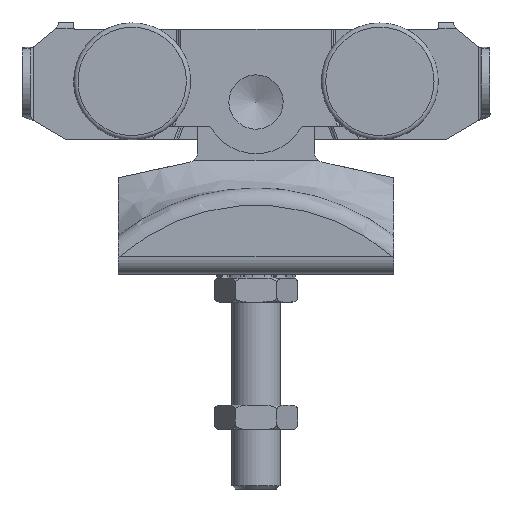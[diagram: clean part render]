
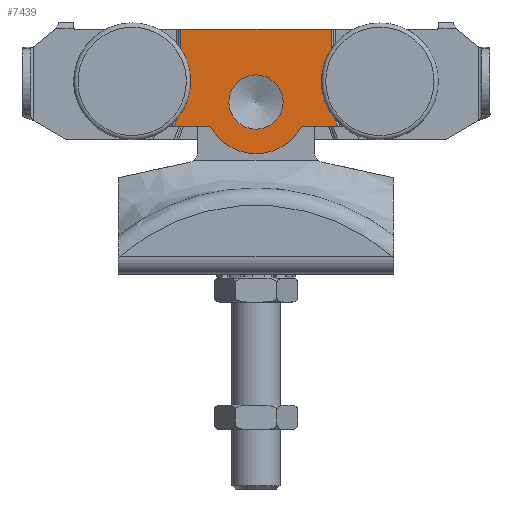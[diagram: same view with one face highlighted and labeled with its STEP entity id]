
A CAD part, left-side view. The second image highlights one B-rep face of the part: STEP entity #7439.
In plain terms, the highlighted planar face has unit normal (-1, 0, 0).
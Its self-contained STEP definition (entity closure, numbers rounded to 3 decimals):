
#632=LINE('',#13175,#1266);
#633=LINE('',#13177,#1267);
#634=LINE('',#13181,#1268);
#635=LINE('',#13183,#1269);
#636=LINE('',#13191,#1270);
#637=LINE('',#13193,#1271);
#638=LINE('',#13196,#1272);
#1266=VECTOR('',#9800,10.);
#1267=VECTOR('',#9801,10.);
#1268=VECTOR('',#9804,10.);
#1269=VECTOR('',#9805,10.);
#1270=VECTOR('',#9812,10.);
#1271=VECTOR('',#9813,10.);
#1272=VECTOR('',#9816,10.);
#1679=FACE_BOUND('',#2404,.T.);
#1946=FACE_OUTER_BOUND('',#2403,.T.);
#2403=EDGE_LOOP('',(#6153,#6154,#6155,#6156,#6157,#6158,#6159,#6160,#6161,
#6162,#6163,#6164));
#2404=EDGE_LOOP('',(#6165));
#2765=CIRCLE('',#8031,7.9);
#2805=CIRCLE('',#8116,1.2);
#2806=CIRCLE('',#8117,2.);
#2807=CIRCLE('',#8118,15.);
#2808=CIRCLE('',#8119,2.);
#2809=CIRCLE('',#8120,1.2);
#3294=VERTEX_POINT('',#12460);
#3432=VERTEX_POINT('',#13173);
#3433=VERTEX_POINT('',#13174);
#3434=VERTEX_POINT('',#13176);
#3435=VERTEX_POINT('',#13178);
#3436=VERTEX_POINT('',#13180);
#3437=VERTEX_POINT('',#13182);
#3438=VERTEX_POINT('',#13184);
#3439=VERTEX_POINT('',#13186);
#3440=VERTEX_POINT('',#13188);
#3441=VERTEX_POINT('',#13190);
#3442=VERTEX_POINT('',#13192);
#3443=VERTEX_POINT('',#13194);
#4200=EDGE_CURVE('',#3294,#3294,#2765,.T.);
#4376=EDGE_CURVE('',#3432,#3433,#632,.T.);
#4377=EDGE_CURVE('',#3434,#3433,#633,.T.);
#4378=EDGE_CURVE('',#3435,#3434,#2805,.T.);
#4379=EDGE_CURVE('',#3436,#3435,#634,.T.);
#4380=EDGE_CURVE('',#3437,#3436,#635,.T.);
#4381=EDGE_CURVE('',#3438,#3437,#2806,.T.);
#4382=EDGE_CURVE('',#3439,#3438,#2807,.T.);
#4383=EDGE_CURVE('',#3439,#3440,#2808,.T.);
#4384=EDGE_CURVE('',#3440,#3441,#636,.T.);
#4385=EDGE_CURVE('',#3441,#3442,#637,.T.);
#4386=EDGE_CURVE('',#3442,#3443,#2809,.T.);
#4387=EDGE_CURVE('',#3443,#3432,#638,.T.);
#6153=ORIENTED_EDGE('',*,*,#4376,.T.);
#6154=ORIENTED_EDGE('',*,*,#4377,.F.);
#6155=ORIENTED_EDGE('',*,*,#4378,.F.);
#6156=ORIENTED_EDGE('',*,*,#4379,.F.);
#6157=ORIENTED_EDGE('',*,*,#4380,.F.);
#6158=ORIENTED_EDGE('',*,*,#4381,.F.);
#6159=ORIENTED_EDGE('',*,*,#4382,.F.);
#6160=ORIENTED_EDGE('',*,*,#4383,.T.);
#6161=ORIENTED_EDGE('',*,*,#4384,.T.);
#6162=ORIENTED_EDGE('',*,*,#4385,.T.);
#6163=ORIENTED_EDGE('',*,*,#4386,.T.);
#6164=ORIENTED_EDGE('',*,*,#4387,.T.);
#6165=ORIENTED_EDGE('',*,*,#4200,.T.);
#7123=PLANE('',#8115);
#7439=ADVANCED_FACE('',(#1946,#1679),#7123,.T.);
#8031=AXIS2_PLACEMENT_3D('',#12461,#9520,#9521);
#8115=AXIS2_PLACEMENT_3D('',#13172,#9798,#9799);
#8116=AXIS2_PLACEMENT_3D('',#13179,#9802,#9803);
#8117=AXIS2_PLACEMENT_3D('',#13185,#9806,#9807);
#8118=AXIS2_PLACEMENT_3D('',#13187,#9808,#9809);
#8119=AXIS2_PLACEMENT_3D('',#13189,#9810,#9811);
#8120=AXIS2_PLACEMENT_3D('',#13195,#9814,#9815);
#9520=DIRECTION('center_axis',(1.,0.,0.));
#9521=DIRECTION('ref_axis',(0.,0.986,0.165));
#9798=DIRECTION('center_axis',(-1.,0.,0.));
#9799=DIRECTION('ref_axis',(0.,-1.,0.));
#9800=DIRECTION('',(0.,1.,0.));
#9801=DIRECTION('',(0.,0.,1.));
#9802=DIRECTION('center_axis',(-1.,0.,0.));
#9803=DIRECTION('ref_axis',(0.,-0.985,-0.174));
#9804=DIRECTION('',(0.,-0.342,0.94));
#9805=DIRECTION('',(0.,1.,0.));
#9806=DIRECTION('center_axis',(-1.,0.,0.));
#9807=DIRECTION('ref_axis',(0.,0.848,-0.529));
#9808=DIRECTION('center_axis',(1.,0.,0.));
#9809=DIRECTION('ref_axis',(0.,0.848,-0.529));
#9810=DIRECTION('center_axis',(1.,0.,0.));
#9811=DIRECTION('ref_axis',(0.,-0.848,-0.529));
#9812=DIRECTION('',(0.,-1.,0.));
#9813=DIRECTION('',(0.,0.342,0.94));
#9814=DIRECTION('center_axis',(1.,0.,0.));
#9815=DIRECTION('ref_axis',(0.,0.985,-0.174));
#9816=DIRECTION('',(0.,0.,1.));
#12460=CARTESIAN_POINT('',(-5.55,-7.792,-1.3));
#12461=CARTESIAN_POINT('Origin',(-5.55,0.,
0.));
#13172=CARTESIAN_POINT('Origin',(-5.55,10.866,4.137));
#13173=CARTESIAN_POINT('',(-5.55,-21.9,21.15));
#13174=CARTESIAN_POINT('',(-5.55,21.9,21.15));
#13175=CARTESIAN_POINT('',(-5.55,0.,21.15));
#13176=CARTESIAN_POINT('',(-5.55,21.9,-1.774));
#13177=CARTESIAN_POINT('',(-5.55,21.9,1.128));
#13178=CARTESIAN_POINT('',(-5.55,21.972,-2.185));
#13179=CARTESIAN_POINT('Origin',(-5.55,23.1,-1.774));
#13180=CARTESIAN_POINT('',(-5.55,23.725,-7.));
#13181=CARTESIAN_POINT('',(-5.55,21.221,-0.119));
#13182=CARTESIAN_POINT('',(-5.55,14.422,-7.));
#13183=CARTESIAN_POINT('',(-5.55,24.343,-7.));
#13184=CARTESIAN_POINT('',(-5.55,12.725,-7.941));
#13185=CARTESIAN_POINT('Origin',(-5.55,14.422,-9.));
#13186=CARTESIAN_POINT('',(-5.55,-12.725,-7.941));
#13187=CARTESIAN_POINT('Origin',(-5.55,0.,0.));
#13188=CARTESIAN_POINT('',(-5.55,-14.422,-7.));
#13189=CARTESIAN_POINT('Origin',(-5.55,-14.422,-9.));
#13190=CARTESIAN_POINT('',(-5.55,-23.725,-7.));
#13191=CARTESIAN_POINT('',(-5.55,-24.343,-7.));
#13192=CARTESIAN_POINT('',(-5.55,-21.972,-2.185));
#13193=CARTESIAN_POINT('',(-5.55,-21.221,-0.119));
#13194=CARTESIAN_POINT('',(-5.55,-21.9,-1.774));
#13195=CARTESIAN_POINT('Origin',(-5.55,-23.1,-1.774));
#13196=CARTESIAN_POINT('',(-5.55,-21.9,1.128));
